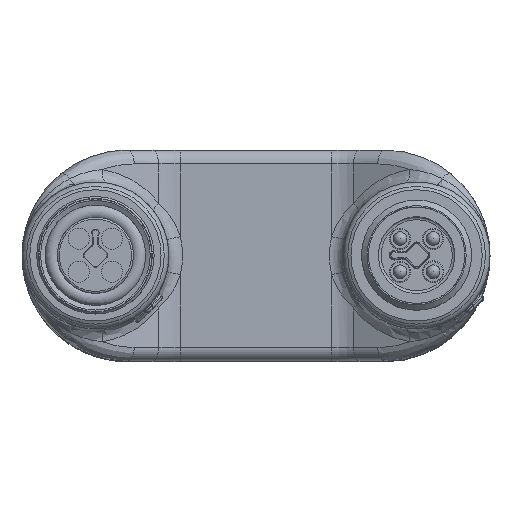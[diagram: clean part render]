
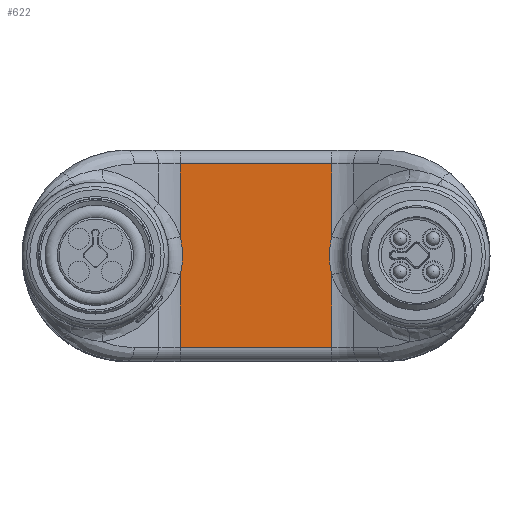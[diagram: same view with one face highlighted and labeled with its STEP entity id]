
A CAD part, top view. The second image highlights one B-rep face of the part: STEP entity #622.
In plain terms, the highlighted planar face has unit normal (0, 0, 1).
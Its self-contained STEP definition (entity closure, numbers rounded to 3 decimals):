
#224=PLANE('',#6404);
#622=ADVANCED_FACE('',(#1186),#224,.F.);
#1186=FACE_OUTER_BOUND('',#1542,.T.);
#1542=EDGE_LOOP('',(#2315,#2316,#2317,#2318,#2319,#2320,#2321,#2322));
#2315=ORIENTED_EDGE('',*,*,#4570,.T.);
#2316=ORIENTED_EDGE('',*,*,#4572,.T.);
#2317=ORIENTED_EDGE('',*,*,#4573,.T.);
#2318=ORIENTED_EDGE('',*,*,#4574,.T.);
#2319=ORIENTED_EDGE('',*,*,#4566,.T.);
#2320=ORIENTED_EDGE('',*,*,#4575,.T.);
#2321=ORIENTED_EDGE('',*,*,#4576,.T.);
#2322=ORIENTED_EDGE('',*,*,#4577,.T.);
#4013=VERTEX_POINT('',#9787);
#4014=VERTEX_POINT('',#9789);
#4017=VERTEX_POINT('',#9799);
#4018=VERTEX_POINT('',#9801);
#4019=VERTEX_POINT('',#9805);
#4020=VERTEX_POINT('',#9807);
#4021=VERTEX_POINT('',#9810);
#4022=VERTEX_POINT('',#9812);
#4566=EDGE_CURVE('',#4014,#4013,#5340,.T.);
#4570=EDGE_CURVE('',#4018,#4017,#5342,.T.);
#4572=EDGE_CURVE('',#4017,#4019,#5903,.T.);
#4573=EDGE_CURVE('',#4019,#4020,#5343,.T.);
#4574=EDGE_CURVE('',#4020,#4014,#5344,.T.);
#4575=EDGE_CURVE('',#4013,#4021,#5904,.T.);
#4576=EDGE_CURVE('',#4021,#4022,#5345,.T.);
#4577=EDGE_CURVE('',#4022,#4018,#5346,.T.);
#5340=LINE('',#9788,#5597);
#5342=LINE('',#9800,#5599);
#5343=LINE('',#9806,#5600);
#5344=LINE('',#9808,#5601);
#5345=LINE('',#9811,#5602);
#5346=LINE('',#9813,#5603);
#5597=VECTOR('',#7408,1.);
#5599=VECTOR('',#7414,1.);
#5600=VECTOR('',#7421,1.);
#5601=VECTOR('',#7422,1.);
#5602=VECTOR('',#7425,1.);
#5603=VECTOR('',#7426,1.);
#5903=CIRCLE('',#6402,9.5);
#5904=CIRCLE('',#6403,9.5);
#6402=AXIS2_PLACEMENT_3D('',#9804,#7419,#7420);
#6403=AXIS2_PLACEMENT_3D('',#9809,#7423,#7424);
#6404=AXIS2_PLACEMENT_3D('',#9814,#7427,#7428);
#7408=DIRECTION('',(0.,-1.,0.));
#7414=DIRECTION('',(0.,1.,0.));
#7419=DIRECTION('',(0.,0.,-1.));
#7420=DIRECTION('',(-1.,0.,0.));
#7421=DIRECTION('',(0.,1.,0.));
#7422=DIRECTION('',(-1.,0.,0.));
#7423=DIRECTION('',(0.,0.,-1.));
#7424=DIRECTION('',(-1.,0.,0.));
#7425=DIRECTION('',(0.,-1.,0.));
#7426=DIRECTION('',(1.,0.,0.));
#7427=DIRECTION('',(0.,0.,-1.));
#7428=DIRECTION('',(-1.,0.,0.));
#9787=CARTESIAN_POINT('',(-8.229,2.071,20.4));
#9788=CARTESIAN_POINT('',(-8.229,-11.5,20.4));
#9789=CARTESIAN_POINT('',(-8.229,10.,20.4));
#9799=CARTESIAN_POINT('',(8.229,-2.071,20.4));
#9800=CARTESIAN_POINT('',(8.229,-11.5,20.4));
#9801=CARTESIAN_POINT('',(8.229,-10.,20.4));
#9804=CARTESIAN_POINT('',(17.5,0.,20.4));
#9805=CARTESIAN_POINT('',(8.229,2.071,20.4));
#9806=CARTESIAN_POINT('',(8.229,-11.5,20.4));
#9807=CARTESIAN_POINT('',(8.229,10.,20.4));
#9808=CARTESIAN_POINT('',(25.5,10.,20.4));
#9809=CARTESIAN_POINT('',(-17.5,0.,20.4));
#9810=CARTESIAN_POINT('',(-8.229,-2.071,20.4));
#9811=CARTESIAN_POINT('',(-8.229,-11.5,20.4));
#9812=CARTESIAN_POINT('',(-8.229,-10.,20.4));
#9813=CARTESIAN_POINT('',(8.229,-10.,20.4));
#9814=CARTESIAN_POINT('',(25.5,-11.5,20.4));
